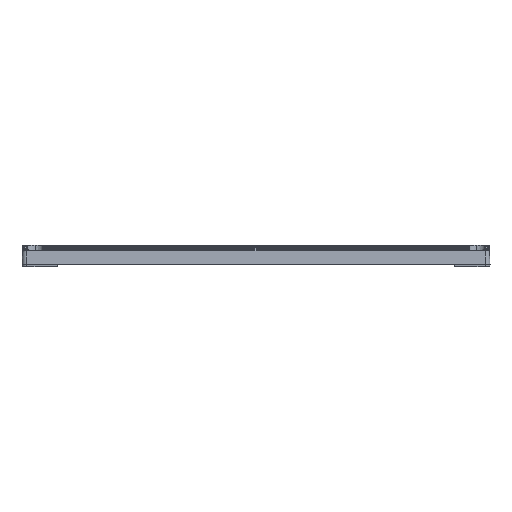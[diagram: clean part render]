
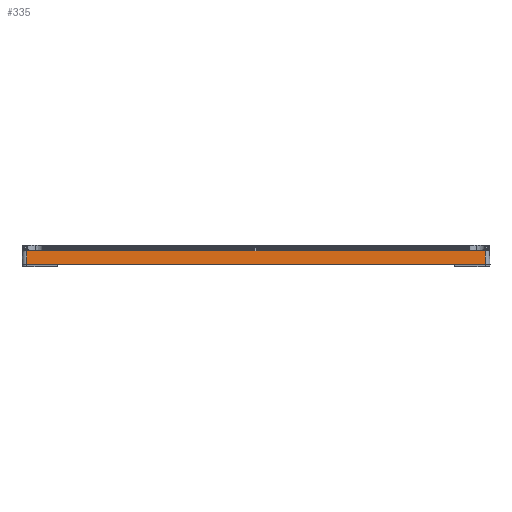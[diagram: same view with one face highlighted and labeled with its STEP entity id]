
A CAD part, left-side view. The second image highlights one B-rep face of the part: STEP entity #335.
In plain terms, the highlighted face is planar.
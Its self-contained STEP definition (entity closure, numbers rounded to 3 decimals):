
#307 = ORIENTED_EDGE ( 'NONE', *, *, #384, .T. ) ;
#308 = ORIENTED_EDGE ( 'NONE', *, *, #522, .T. ) ;
#316 = VERTEX_POINT ( 'NONE', #2023 ) ;
#318 = ORIENTED_EDGE ( 'NONE', *, *, #351, .T. ) ;
#321 = ORIENTED_EDGE ( 'NONE', *, *, #411, .F. ) ;
#325 = EDGE_LOOP ( 'NONE', ( #307, #383, #369, #318, #308, #321 ) ) ;
#335 = ADVANCED_FACE ( 'NONE', ( #2035 ), #2034, .T. ) ;
#351 = EDGE_CURVE ( 'NONE', #316, #560, #2064, .T. ) ;
#369 = ORIENTED_EDGE ( 'NONE', *, *, #376, .T. ) ;
#372 = VERTEX_POINT ( 'NONE', #2140 ) ;
#376 = EDGE_CURVE ( 'NONE', #372, #316, #2138, .T. ) ;
#383 = ORIENTED_EDGE ( 'NONE', *, *, #387, .T. ) ;
#384 = EDGE_CURVE ( 'NONE', #385, #386, #2127, .T. ) ;
#385 = VERTEX_POINT ( 'NONE', #2123 ) ;
#386 = VERTEX_POINT ( 'NONE', #2122 ) ;
#387 = EDGE_CURVE ( 'NONE', #386, #372, #2121, .T. ) ;
#411 = EDGE_CURVE ( 'NONE', #385, #558, #2191, .T. ) ;
#522 = EDGE_CURVE ( 'NONE', #560, #558, #2365, .T. ) ;
#558 = VERTEX_POINT ( 'NONE', #2395 ) ;
#560 = VERTEX_POINT ( 'NONE', #2448 ) ;
#2023 = CARTESIAN_POINT ( 'NONE',  ( 12.75, -96., 0. ) ) ;
#2029 = DIRECTION ( 'NONE',  ( 0.052, 0., -0.999 ) ) ;
#2030 = DIRECTION ( 'NONE',  ( 0.999, 0., 0.052 ) ) ;
#2031 = CARTESIAN_POINT ( 'NONE',  ( 12.75, -98., 0. ) ) ;
#2032 = AXIS2_PLACEMENT_3D ( 'NONE', #2031, #2030, #2029 ) ;
#2034 = PLANE ( 'NONE',  #2032 ) ;
#2035 = FACE_OUTER_BOUND ( 'NONE', #325, .T. ) ;
#2061 = DIRECTION ( 'NONE',  ( 0., 1., 0. ) ) ;
#2062 = VECTOR ( 'NONE', #2061, 1000. ) ;
#2063 = CARTESIAN_POINT ( 'NONE',  ( 12.75, -98., 0. ) ) ;
#2064 = LINE ( 'NONE', #2063, #2062 ) ;
#2118 = DIRECTION ( 'NONE',  ( 0., -1., 0. ) ) ;
#2119 = VECTOR ( 'NONE', #2118, 1000. ) ;
#2120 = CARTESIAN_POINT ( 'NONE',  ( 12.45, -98., 5.716 ) ) ;
#2121 = LINE ( 'NONE', #2120, #2119 ) ;
#2122 = CARTESIAN_POINT ( 'NONE',  ( 12.45, 96., 5.716 ) ) ;
#2123 = CARTESIAN_POINT ( 'NONE',  ( 12.75, 96., 0. ) ) ;
#2124 = DIRECTION ( 'NONE',  ( -0.052, 0., 0.999 ) ) ;
#2125 = VECTOR ( 'NONE', #2124, 1000. ) ;
#2126 = CARTESIAN_POINT ( 'NONE',  ( 12.75, 96., 0. ) ) ;
#2127 = LINE ( 'NONE', #2126, #2125 ) ;
#2135 = DIRECTION ( 'NONE',  ( 0.052, 0., -0.999 ) ) ;
#2136 = VECTOR ( 'NONE', #2135, 1000. ) ;
#2137 = CARTESIAN_POINT ( 'NONE',  ( 12.75, -96., 0. ) ) ;
#2138 = LINE ( 'NONE', #2137, #2136 ) ;
#2140 = CARTESIAN_POINT ( 'NONE',  ( 12.45, -96., 5.716 ) ) ;
#2188 = DIRECTION ( 'NONE',  ( 0., -1., 0. ) ) ;
#2189 = VECTOR ( 'NONE', #2188, 1000. ) ;
#2190 = CARTESIAN_POINT ( 'NONE',  ( 12.75, 83., 0. ) ) ;
#2191 = LINE ( 'NONE', #2190, #2189 ) ;
#2362 = DIRECTION ( 'NONE',  ( 0., 1., 0. ) ) ;
#2363 = VECTOR ( 'NONE', #2362, 1000. ) ;
#2364 = CARTESIAN_POINT ( 'NONE',  ( 12.75, 98., 0. ) ) ;
#2365 = LINE ( 'NONE', #2364, #2363 ) ;
#2395 = CARTESIAN_POINT ( 'NONE',  ( 12.75, 83., 0. ) ) ;
#2448 = CARTESIAN_POINT ( 'NONE',  ( 12.75, -83., 0. ) ) ;
